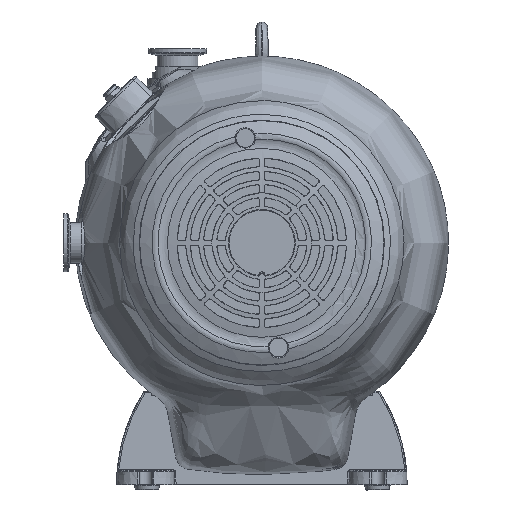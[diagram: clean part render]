
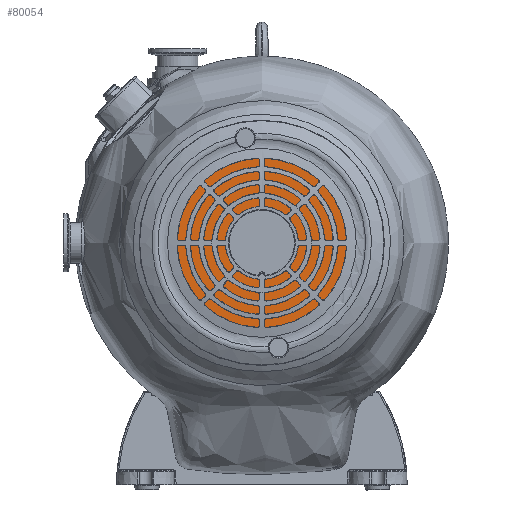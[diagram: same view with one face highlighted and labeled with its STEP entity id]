
A CAD part, front view. The second image highlights one B-rep face of the part: STEP entity #80054.
In plain terms, the highlighted planar face has unit normal (0, -1, 0).
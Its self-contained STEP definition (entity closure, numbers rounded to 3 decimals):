
#4985=FACE_OUTER_BOUND('',#10163,.T.);
#10163=EDGE_LOOP('',(#57185,#57186,#57187,#57188,#57189,#57190,#57191,#57192,
#57193,#57194,#57195,#57196,#57197,#57198,#57199,#57200,#57201,#57202,#57203,
#57204,#57205,#57206,#57207,#57208));
#14887=LINE('',#112235,#18907);
#15704=LINE('',#150280,#19724);
#15705=LINE('',#150284,#19725);
#15706=LINE('',#150288,#19726);
#15707=LINE('',#150292,#19727);
#15708=LINE('',#150296,#19728);
#15709=LINE('',#150300,#19729);
#15710=LINE('',#150304,#19730);
#15711=LINE('',#150308,#19731);
#15712=LINE('',#150312,#19732);
#15713=LINE('',#150316,#19733);
#15714=LINE('',#150320,#19734);
#18907=VECTOR('',#91332,10.);
#19724=VECTOR('',#94567,10.);
#19725=VECTOR('',#94570,10.);
#19726=VECTOR('',#94573,10.);
#19727=VECTOR('',#94576,10.);
#19728=VECTOR('',#94579,10.);
#19729=VECTOR('',#94582,10.);
#19730=VECTOR('',#94585,10.);
#19731=VECTOR('',#94588,10.);
#19732=VECTOR('',#94591,10.);
#19733=VECTOR('',#94594,10.);
#19734=VECTOR('',#94597,10.);
#23645=CIRCLE('',#85861,77.564);
#23646=CIRCLE('',#85862,3.31);
#23647=CIRCLE('',#85863,77.564);
#23648=CIRCLE('',#85864,77.564);
#23649=CIRCLE('',#85865,3.31);
#23650=CIRCLE('',#85866,77.564);
#23651=CIRCLE('',#85867,77.564);
#23652=CIRCLE('',#85868,3.31);
#23653=CIRCLE('',#85869,77.564);
#23654=CIRCLE('',#85870,77.564);
#23655=CIRCLE('',#85871,3.31);
#23656=CIRCLE('',#85872,77.564);
#31653=VERTEX_POINT('',#112229);
#31654=VERTEX_POINT('',#112234);
#33957=VERTEX_POINT('',#150277);
#33958=VERTEX_POINT('',#150279);
#33959=VERTEX_POINT('',#150281);
#33960=VERTEX_POINT('',#150283);
#33961=VERTEX_POINT('',#150285);
#33962=VERTEX_POINT('',#150287);
#33963=VERTEX_POINT('',#150289);
#33964=VERTEX_POINT('',#150291);
#33965=VERTEX_POINT('',#150293);
#33966=VERTEX_POINT('',#150295);
#33967=VERTEX_POINT('',#150297);
#33968=VERTEX_POINT('',#150299);
#33969=VERTEX_POINT('',#150301);
#33970=VERTEX_POINT('',#150303);
#33971=VERTEX_POINT('',#150305);
#33972=VERTEX_POINT('',#150307);
#33973=VERTEX_POINT('',#150309);
#33974=VERTEX_POINT('',#150311);
#33975=VERTEX_POINT('',#150313);
#33976=VERTEX_POINT('',#150315);
#33977=VERTEX_POINT('',#150317);
#33978=VERTEX_POINT('',#150319);
#39852=EDGE_CURVE('',#31653,#31654,#14887,.T.);
#42766=EDGE_CURVE('',#33957,#31653,#23645,.T.);
#42767=EDGE_CURVE('',#33958,#33957,#15704,.T.);
#42768=EDGE_CURVE('',#33959,#33958,#23646,.T.);
#42769=EDGE_CURVE('',#33960,#33959,#15705,.T.);
#42770=EDGE_CURVE('',#33961,#33960,#23647,.T.);
#42771=EDGE_CURVE('',#33962,#33961,#15706,.T.);
#42772=EDGE_CURVE('',#33963,#33962,#23648,.T.);
#42773=EDGE_CURVE('',#33964,#33963,#15707,.T.);
#42774=EDGE_CURVE('',#33965,#33964,#23649,.T.);
#42775=EDGE_CURVE('',#33966,#33965,#15708,.T.);
#42776=EDGE_CURVE('',#33967,#33966,#23650,.T.);
#42777=EDGE_CURVE('',#33968,#33967,#15709,.T.);
#42778=EDGE_CURVE('',#33969,#33968,#23651,.T.);
#42779=EDGE_CURVE('',#33970,#33969,#15710,.T.);
#42780=EDGE_CURVE('',#33971,#33970,#23652,.T.);
#42781=EDGE_CURVE('',#33972,#33971,#15711,.T.);
#42782=EDGE_CURVE('',#33973,#33972,#23653,.T.);
#42783=EDGE_CURVE('',#33974,#33973,#15712,.T.);
#42784=EDGE_CURVE('',#33975,#33974,#23654,.T.);
#42785=EDGE_CURVE('',#33976,#33975,#15713,.T.);
#42786=EDGE_CURVE('',#33977,#33976,#23655,.T.);
#42787=EDGE_CURVE('',#33978,#33977,#15714,.T.);
#42788=EDGE_CURVE('',#31654,#33978,#23656,.T.);
#57185=ORIENTED_EDGE('',*,*,#39852,.F.);
#57186=ORIENTED_EDGE('',*,*,#42766,.F.);
#57187=ORIENTED_EDGE('',*,*,#42767,.F.);
#57188=ORIENTED_EDGE('',*,*,#42768,.F.);
#57189=ORIENTED_EDGE('',*,*,#42769,.F.);
#57190=ORIENTED_EDGE('',*,*,#42770,.F.);
#57191=ORIENTED_EDGE('',*,*,#42771,.F.);
#57192=ORIENTED_EDGE('',*,*,#42772,.F.);
#57193=ORIENTED_EDGE('',*,*,#42773,.F.);
#57194=ORIENTED_EDGE('',*,*,#42774,.F.);
#57195=ORIENTED_EDGE('',*,*,#42775,.F.);
#57196=ORIENTED_EDGE('',*,*,#42776,.F.);
#57197=ORIENTED_EDGE('',*,*,#42777,.F.);
#57198=ORIENTED_EDGE('',*,*,#42778,.F.);
#57199=ORIENTED_EDGE('',*,*,#42779,.F.);
#57200=ORIENTED_EDGE('',*,*,#42780,.F.);
#57201=ORIENTED_EDGE('',*,*,#42781,.F.);
#57202=ORIENTED_EDGE('',*,*,#42782,.F.);
#57203=ORIENTED_EDGE('',*,*,#42783,.F.);
#57204=ORIENTED_EDGE('',*,*,#42784,.F.);
#57205=ORIENTED_EDGE('',*,*,#42785,.F.);
#57206=ORIENTED_EDGE('',*,*,#42786,.F.);
#57207=ORIENTED_EDGE('',*,*,#42787,.F.);
#57208=ORIENTED_EDGE('',*,*,#42788,.F.);
#78172=PLANE('',#85860);
#80054=ADVANCED_FACE('',(#4985),#78172,.F.);
#85860=AXIS2_PLACEMENT_3D('',#150276,#94563,#94564);
#85861=AXIS2_PLACEMENT_3D('',#150278,#94565,#94566);
#85862=AXIS2_PLACEMENT_3D('',#150282,#94568,#94569);
#85863=AXIS2_PLACEMENT_3D('',#150286,#94571,#94572);
#85864=AXIS2_PLACEMENT_3D('',#150290,#94574,#94575);
#85865=AXIS2_PLACEMENT_3D('',#150294,#94577,#94578);
#85866=AXIS2_PLACEMENT_3D('',#150298,#94580,#94581);
#85867=AXIS2_PLACEMENT_3D('',#150302,#94583,#94584);
#85868=AXIS2_PLACEMENT_3D('',#150306,#94586,#94587);
#85869=AXIS2_PLACEMENT_3D('',#150310,#94589,#94590);
#85870=AXIS2_PLACEMENT_3D('',#150314,#94592,#94593);
#85871=AXIS2_PLACEMENT_3D('',#150318,#94595,#94596);
#85872=AXIS2_PLACEMENT_3D('',#150321,#94598,#94599);
#91332=DIRECTION('',(1.,0.,0.));
#94563=DIRECTION('center_axis',(0.,1.,0.));
#94564=DIRECTION('ref_axis',(0.,0.,1.));
#94565=DIRECTION('center_axis',(0.,1.,0.));
#94566=DIRECTION('ref_axis',(0.,0.,1.));
#94567=DIRECTION('',(0.,0.,1.));
#94568=DIRECTION('center_axis',(0.,-1.,0.));
#94569=DIRECTION('ref_axis',(0.,0.,
1.));
#94570=DIRECTION('',(1.,0.,0.));
#94571=DIRECTION('center_axis',(0.,1.,0.));
#94572=DIRECTION('ref_axis',(0.,0.,1.));
#94573=DIRECTION('',(0.,0.,1.));
#94574=DIRECTION('center_axis',(0.,1.,0.));
#94575=DIRECTION('ref_axis',(0.,0.,1.));
#94576=DIRECTION('',(-1.,0.,0.));
#94577=DIRECTION('center_axis',(0.,-1.,0.));
#94578=DIRECTION('ref_axis',(0.,0.,
-1.));
#94579=DIRECTION('',(0.,0.,1.));
#94580=DIRECTION('center_axis',(0.,1.,0.));
#94581=DIRECTION('ref_axis',(0.,0.,1.));
#94582=DIRECTION('',(-1.,0.,0.));
#94583=DIRECTION('center_axis',(0.,1.,0.));
#94584=DIRECTION('ref_axis',(0.,0.,1.));
#94585=DIRECTION('',(0.,0.,-1.));
#94586=DIRECTION('center_axis',(0.,-1.,0.));
#94587=DIRECTION('ref_axis',(0.,0.,
-1.));
#94588=DIRECTION('',(-1.,0.,0.));
#94589=DIRECTION('center_axis',(0.,1.,0.));
#94590=DIRECTION('ref_axis',(0.,0.,1.));
#94591=DIRECTION('',(0.,0.,-1.));
#94592=DIRECTION('center_axis',(0.,1.,0.));
#94593=DIRECTION('ref_axis',(0.,0.,1.));
#94594=DIRECTION('',(1.,0.,0.));
#94595=DIRECTION('center_axis',(0.,-1.,0.));
#94596=DIRECTION('ref_axis',(0.,0.,
1.));
#94597=DIRECTION('',(0.,0.,-1.));
#94598=DIRECTION('center_axis',(0.,1.,0.));
#94599=DIRECTION('ref_axis',(0.,0.,1.));
#112229=CARTESIAN_POINT('',(-48.743,-123.,60.335));
#112234=CARTESIAN_POINT('',(48.743,-123.,60.335));
#112235=CARTESIAN_POINT('',(-29.75,-123.,60.335));
#150276=CARTESIAN_POINT('Origin',(0.,-123.,0.));
#150277=CARTESIAN_POINT('',(-51.565,-123.,57.941));
#150278=CARTESIAN_POINT('Origin',(0.,-123.,0.));
#150279=CARTESIAN_POINT('',(-51.565,-123.,55.603));
#150280=CARTESIAN_POINT('',(-51.565,-123.,26.2));
#150281=CARTESIAN_POINT('',(-55.603,-123.,51.565));
#150282=CARTESIAN_POINT('Origin',(-52.4,-123.,52.4));
#150283=CARTESIAN_POINT('',(-57.941,-123.,51.565));
#150284=CARTESIAN_POINT('',(-26.2,-123.,51.565));
#150285=CARTESIAN_POINT('',(-60.335,-123.,48.743));
#150286=CARTESIAN_POINT('Origin',(0.,-123.,0.));
#150287=CARTESIAN_POINT('',(-60.335,-123.,-48.743));
#150288=CARTESIAN_POINT('',(-60.335,-123.,-29.75));
#150289=CARTESIAN_POINT('',(-57.941,-123.,-51.565));
#150290=CARTESIAN_POINT('Origin',(0.,-123.,0.));
#150291=CARTESIAN_POINT('',(-55.603,-123.,-51.565));
#150292=CARTESIAN_POINT('',(-26.2,-123.,-51.565));
#150293=CARTESIAN_POINT('',(-51.565,-123.,-55.603));
#150294=CARTESIAN_POINT('Origin',(-52.4,-123.,-52.4));
#150295=CARTESIAN_POINT('',(-51.565,-123.,-57.941));
#150296=CARTESIAN_POINT('',(-51.565,-123.,-26.2));
#150297=CARTESIAN_POINT('',(-48.743,-123.,-60.335));
#150298=CARTESIAN_POINT('Origin',(0.,-123.,0.));
#150299=CARTESIAN_POINT('',(48.743,-123.,-60.335));
#150300=CARTESIAN_POINT('',(29.75,-123.,-60.335));
#150301=CARTESIAN_POINT('',(51.565,-123.,-57.941));
#150302=CARTESIAN_POINT('Origin',(0.,-123.,0.));
#150303=CARTESIAN_POINT('',(51.565,-123.,-55.603));
#150304=CARTESIAN_POINT('',(51.565,-123.,-26.2));
#150305=CARTESIAN_POINT('',(55.603,-123.,-51.565));
#150306=CARTESIAN_POINT('Origin',(52.4,-123.,-52.4));
#150307=CARTESIAN_POINT('',(57.941,-123.,-51.565));
#150308=CARTESIAN_POINT('',(26.2,-123.,-51.565));
#150309=CARTESIAN_POINT('',(60.335,-123.,-48.743));
#150310=CARTESIAN_POINT('Origin',(0.,-123.,0.));
#150311=CARTESIAN_POINT('',(60.335,-123.,48.743));
#150312=CARTESIAN_POINT('',(60.335,-123.,29.75));
#150313=CARTESIAN_POINT('',(57.941,-123.,51.565));
#150314=CARTESIAN_POINT('Origin',(0.,-123.,0.));
#150315=CARTESIAN_POINT('',(55.603,-123.,51.565));
#150316=CARTESIAN_POINT('',(26.2,-123.,51.565));
#150317=CARTESIAN_POINT('',(51.565,-123.,55.603));
#150318=CARTESIAN_POINT('Origin',(52.4,-123.,52.4));
#150319=CARTESIAN_POINT('',(51.565,-123.,57.941));
#150320=CARTESIAN_POINT('',(51.565,-123.,26.2));
#150321=CARTESIAN_POINT('Origin',(0.,-123.,0.));
